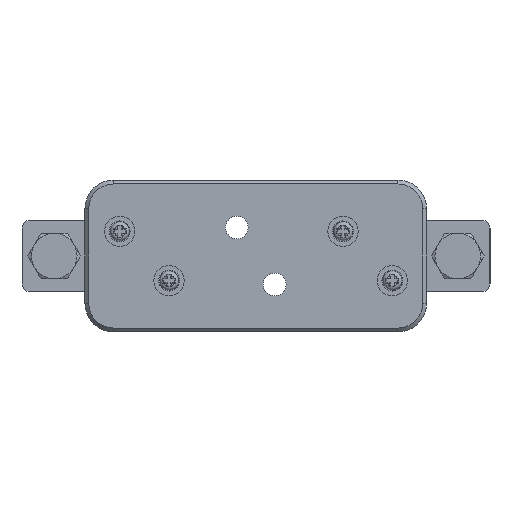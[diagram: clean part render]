
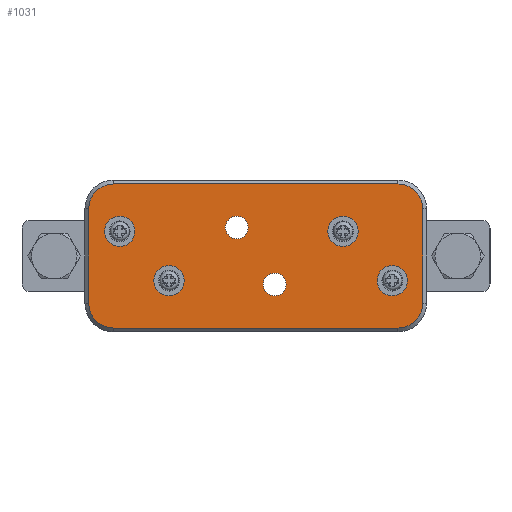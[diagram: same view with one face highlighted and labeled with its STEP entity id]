
A CAD part, left-side view. The second image highlights one B-rep face of the part: STEP entity #1031.
In plain terms, the highlighted planar face has unit normal (-1, 0, 0).
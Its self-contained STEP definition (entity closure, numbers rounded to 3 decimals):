
#1031=ADVANCED_FACE('',(#2675,#2676,#2677,#2678,#2679,#2680,#2681),#1340,
 .F.);
#1340=PLANE('',#7786);
#1765=LINE('',#19615,#2237);
#1766=LINE('',#19620,#2238);
#1767=LINE('',#19624,#2239);
#1768=LINE('',#19628,#2240);
#2237=VECTOR('',#9506,1.);
#2238=VECTOR('',#9509,1.);
#2239=VECTOR('',#9512,1.);
#2240=VECTOR('',#9515,1.);
#2675=FACE_BOUND('',#3186,.T.);
#2676=FACE_BOUND('',#3187,.T.);
#2677=FACE_BOUND('',#3188,.T.);
#2678=FACE_BOUND('',#3189,.T.);
#2679=FACE_BOUND('',#3190,.T.);
#2680=FACE_BOUND('',#3191,.T.);
#2681=FACE_BOUND('',#3192,.T.);
#3186=EDGE_LOOP('',(#4819,#4820,#4821,#4822,#4823,#4824,#4825,#4826));
#3187=EDGE_LOOP('',(#4827));
#3188=EDGE_LOOP('',(#4828));
#3189=EDGE_LOOP('',(#4829));
#3190=EDGE_LOOP('',(#4830));
#3191=EDGE_LOOP('',(#4831));
#3192=EDGE_LOOP('',(#4832));
#4819=ORIENTED_EDGE('',*,*,#6663,.T.);
#4820=ORIENTED_EDGE('',*,*,#6664,.T.);
#4821=ORIENTED_EDGE('',*,*,#6665,.T.);
#4822=ORIENTED_EDGE('',*,*,#6666,.T.);
#4823=ORIENTED_EDGE('',*,*,#6667,.T.);
#4824=ORIENTED_EDGE('',*,*,#6668,.T.);
#4825=ORIENTED_EDGE('',*,*,#6669,.T.);
#4826=ORIENTED_EDGE('',*,*,#6670,.T.);
#4827=ORIENTED_EDGE('',*,*,#6671,.T.);
#4828=ORIENTED_EDGE('',*,*,#6672,.T.);
#4829=ORIENTED_EDGE('',*,*,#6673,.T.);
#4830=ORIENTED_EDGE('',*,*,#6674,.T.);
#4831=ORIENTED_EDGE('',*,*,#6651,.T.);
#4832=ORIENTED_EDGE('',*,*,#6653,.T.);
#5765=VERTEX_POINT('',#19589);
#5767=VERTEX_POINT('',#19594);
#5777=VERTEX_POINT('',#19616);
#5778=VERTEX_POINT('',#19617);
#5779=VERTEX_POINT('',#19619);
#5780=VERTEX_POINT('',#19621);
#5781=VERTEX_POINT('',#19623);
#5782=VERTEX_POINT('',#19625);
#5783=VERTEX_POINT('',#19627);
#5784=VERTEX_POINT('',#19629);
#5785=VERTEX_POINT('',#19632);
#5786=VERTEX_POINT('',#19634);
#5787=VERTEX_POINT('',#19636);
#5788=VERTEX_POINT('',#19638);
#6651=EDGE_CURVE('',#5765,#5765,#7107,.T.);
#6653=EDGE_CURVE('',#5767,#5767,#7109,.T.);
#6663=EDGE_CURVE('',#5777,#5778,#1765,.T.);
#6664=EDGE_CURVE('',#5778,#5779,#7113,.T.);
#6665=EDGE_CURVE('',#5779,#5780,#1766,.T.);
#6666=EDGE_CURVE('',#5780,#5781,#7114,.T.);
#6667=EDGE_CURVE('',#5781,#5782,#1767,.T.);
#6668=EDGE_CURVE('',#5782,#5783,#7115,.T.);
#6669=EDGE_CURVE('',#5783,#5784,#1768,.T.);
#6670=EDGE_CURVE('',#5784,#5777,#7116,.T.);
#6671=EDGE_CURVE('',#5785,#5785,#7117,.T.);
#6672=EDGE_CURVE('',#5786,#5786,#7118,.T.);
#6673=EDGE_CURVE('',#5787,#5787,#7119,.T.);
#6674=EDGE_CURVE('',#5788,#5788,#7120,.T.);
#7107=CIRCLE('',#7769,6.);
#7109=CIRCLE('',#7772,6.);
#7113=CIRCLE('',#7778,13.);
#7114=CIRCLE('',#7779,13.);
#7115=CIRCLE('',#7780,13.);
#7116=CIRCLE('',#7781,13.);
#7117=CIRCLE('',#7782,8.);
#7118=CIRCLE('',#7783,8.);
#7119=CIRCLE('',#7784,8.);
#7120=CIRCLE('',#7785,8.);
#7769=AXIS2_PLACEMENT_3D('',#19588,#9482,#9483);
#7772=AXIS2_PLACEMENT_3D('',#19593,#9488,#9489);
#7778=AXIS2_PLACEMENT_3D('',#19618,#9507,#9508);
#7779=AXIS2_PLACEMENT_3D('',#19622,#9510,#9511);
#7780=AXIS2_PLACEMENT_3D('',#19626,#9513,#9514);
#7781=AXIS2_PLACEMENT_3D('',#19630,#9516,#9517);
#7782=AXIS2_PLACEMENT_3D('',#19631,#9518,#9519);
#7783=AXIS2_PLACEMENT_3D('',#19633,#9520,#9521);
#7784=AXIS2_PLACEMENT_3D('',#19635,#9522,#9523);
#7785=AXIS2_PLACEMENT_3D('',#19637,#9524,#9525);
#7786=AXIS2_PLACEMENT_3D('',#19639,#9526,#9527);
#9482=DIRECTION('',(1.,0.,0.));
#9483=DIRECTION('',(0.,0.,-1.));
#9488=DIRECTION('',(1.,0.,0.));
#9489=DIRECTION('',(0.,0.,-1.));
#9506=DIRECTION('',(0.,1.,0.));
#9507=DIRECTION('',(-1.,0.,0.));
#9508=DIRECTION('',(0.,0.,-1.));
#9509=DIRECTION('',(0.,0.,-1.));
#9510=DIRECTION('',(-1.,0.,0.));
#9511=DIRECTION('',(0.,0.,-1.));
#9512=DIRECTION('',(0.,-1.,0.));
#9513=DIRECTION('',(-1.,0.,0.));
#9514=DIRECTION('',(0.,0.,-1.));
#9515=DIRECTION('',(0.,0.,1.));
#9516=DIRECTION('',(-1.,0.,0.));
#9517=DIRECTION('',(0.,0.,-1.));
#9518=DIRECTION('',(1.,0.,0.));
#9519=DIRECTION('',(0.,0.,-1.));
#9520=DIRECTION('',(1.,0.,0.));
#9521=DIRECTION('',(0.,0.,-1.));
#9522=DIRECTION('',(1.,0.,0.));
#9523=DIRECTION('',(0.,0.,-1.));
#9524=DIRECTION('',(1.,0.,0.));
#9525=DIRECTION('',(0.,0.,-1.));
#9526=DIRECTION('',(1.,0.,0.));
#9527=DIRECTION('',(0.,0.,-1.));
#19588=CARTESIAN_POINT('',(13.53,85.388,25.));
#19589=CARTESIAN_POINT('',(13.53,85.388,19.));
#19593=CARTESIAN_POINT('',(13.53,105.388,55.));
#19594=CARTESIAN_POINT('',(13.53,105.388,49.));
#19615=CARTESIAN_POINT('',(13.53,185.388,78.));
#19616=CARTESIAN_POINT('',(13.53,20.388,78.));
#19617=CARTESIAN_POINT('',(13.53,170.388,78.));
#19618=CARTESIAN_POINT('',(13.53,170.388,65.));
#19619=CARTESIAN_POINT('',(13.53,183.388,65.));
#19620=CARTESIAN_POINT('',(13.53,183.388,80.));
#19621=CARTESIAN_POINT('',(13.53,183.388,15.));
#19622=CARTESIAN_POINT('',(13.53,170.388,15.));
#19623=CARTESIAN_POINT('',(13.53,170.388,2.));
#19624=CARTESIAN_POINT('',(13.53,20.388,2.));
#19625=CARTESIAN_POINT('',(13.53,20.388,2.));
#19626=CARTESIAN_POINT('',(13.53,20.388,15.));
#19627=CARTESIAN_POINT('',(13.53,7.388,15.));
#19628=CARTESIAN_POINT('',(13.53,7.388,80.));
#19629=CARTESIAN_POINT('',(13.53,7.388,65.));
#19630=CARTESIAN_POINT('',(13.53,20.388,65.));
#19631=CARTESIAN_POINT('',(13.53,23.388,27.));
#19632=CARTESIAN_POINT('',(13.53,23.388,19.));
#19633=CARTESIAN_POINT('',(13.53,49.388,53.));
#19634=CARTESIAN_POINT('',(13.53,49.388,45.));
#19635=CARTESIAN_POINT('',(13.53,141.095,27.));
#19636=CARTESIAN_POINT('',(13.53,141.095,19.));
#19637=CARTESIAN_POINT('',(13.53,167.095,53.));
#19638=CARTESIAN_POINT('',(13.53,167.095,45.));
#19639=CARTESIAN_POINT('',(13.53,185.388,80.));
